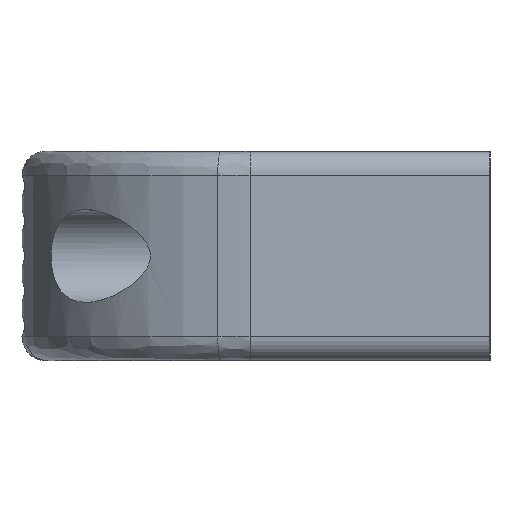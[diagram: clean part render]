
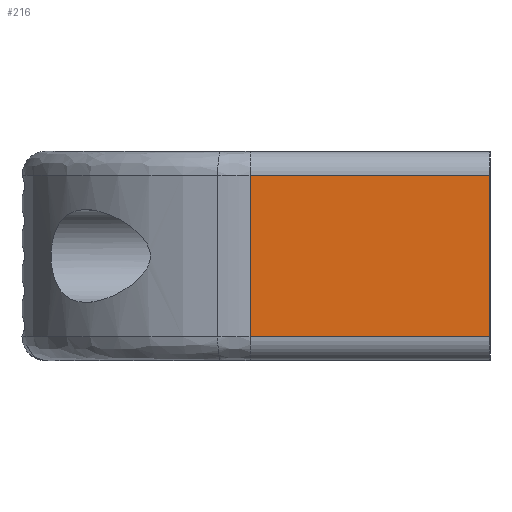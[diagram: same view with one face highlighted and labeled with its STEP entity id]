
A CAD part, left-side view. The second image highlights one B-rep face of the part: STEP entity #216.
In plain terms, the highlighted planar face has unit normal (-1, 0, 0).
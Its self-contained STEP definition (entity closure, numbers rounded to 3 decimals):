
#46 = VERTEX_POINT ( 'NONE', #1980 ) ;
#216 = ADVANCED_FACE ( 'NONE', ( #2576 ), #1125, .T. ) ;
#459 = CARTESIAN_POINT ( 'NONE',  ( -8., -8.24, -10. ) ) ;
#478 = ORIENTED_EDGE ( 'NONE', *, *, #1243, .T. ) ;
#583 = DIRECTION ( 'NONE',  ( -1., 0., 0. ) ) ;
#610 = CARTESIAN_POINT ( 'NONE',  ( -8., -8.24, 0. ) ) ;
#619 = CARTESIAN_POINT ( 'NONE',  ( -8., 0., 10. ) ) ;
#761 = CARTESIAN_POINT ( 'NONE',  ( -8., -8.24, 10. ) ) ;
#1002 = VERTEX_POINT ( 'NONE', #2557 ) ;
#1018 = DIRECTION ( 'NONE',  ( 0., 0., 1. ) ) ;
#1125 = PLANE ( 'NONE',  #2102 ) ;
#1165 = DIRECTION ( 'NONE',  ( 0., 0., 1. ) ) ;
#1179 = DIRECTION ( 'NONE',  ( 0., 1., 0. ) ) ;
#1243 = EDGE_CURVE ( 'NONE', #2667, #1550, #3226, .T. ) ;
#1262 = ORIENTED_EDGE ( 'NONE', *, *, #3012, .F. ) ;
#1369 = ORIENTED_EDGE ( 'NONE', *, *, #2792, .T. ) ;
#1468 = VECTOR ( 'NONE', #1179, 1000. ) ;
#1550 = VERTEX_POINT ( 'NONE', #761 ) ;
#1645 = DIRECTION ( 'NONE',  ( 0., 0., 1. ) ) ;
#1973 = LINE ( 'NONE', #2582, #2302 ) ;
#1980 = CARTESIAN_POINT ( 'NONE',  ( -8., 21.5, -10. ) ) ;
#1982 = DIRECTION ( 'NONE',  ( 0., -1., 0. ) ) ;
#1996 = VECTOR ( 'NONE', #1165, 1000. ) ;
#2023 = VECTOR ( 'NONE', #1982, 1000. ) ;
#2031 = EDGE_LOOP ( 'NONE', ( #1369, #478, #2194, #1262 ) ) ;
#2102 = AXIS2_PLACEMENT_3D ( 'NONE', #2938, #583, #1645 ) ;
#2194 = ORIENTED_EDGE ( 'NONE', *, *, #2252, .T. ) ;
#2252 = EDGE_CURVE ( 'NONE', #1550, #1002, #3342, .T. ) ;
#2302 = VECTOR ( 'NONE', #1018, 1000. ) ;
#2552 = LINE ( 'NONE', #3005, #2023 ) ;
#2557 = CARTESIAN_POINT ( 'NONE',  ( -8., 21.5, 10. ) ) ;
#2576 = FACE_OUTER_BOUND ( 'NONE', #2031, .T. ) ;
#2582 = CARTESIAN_POINT ( 'NONE',  ( -8., 21.5, 25.4 ) ) ;
#2667 = VERTEX_POINT ( 'NONE', #459 ) ;
#2792 = EDGE_CURVE ( 'NONE', #46, #2667, #2552, .T. ) ;
#2938 = CARTESIAN_POINT ( 'NONE',  ( -8., 0., -13. ) ) ;
#3005 = CARTESIAN_POINT ( 'NONE',  ( -8., 0., -10. ) ) ;
#3012 = EDGE_CURVE ( 'NONE', #46, #1002, #1973, .T. ) ;
#3226 = LINE ( 'NONE', #610, #1996 ) ;
#3342 = LINE ( 'NONE', #619, #1468 ) ;
